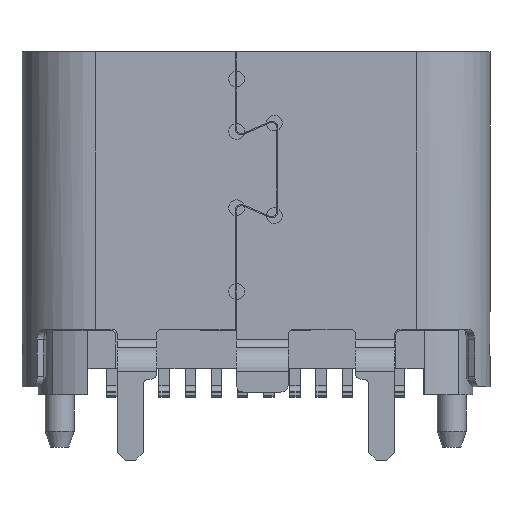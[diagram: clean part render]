
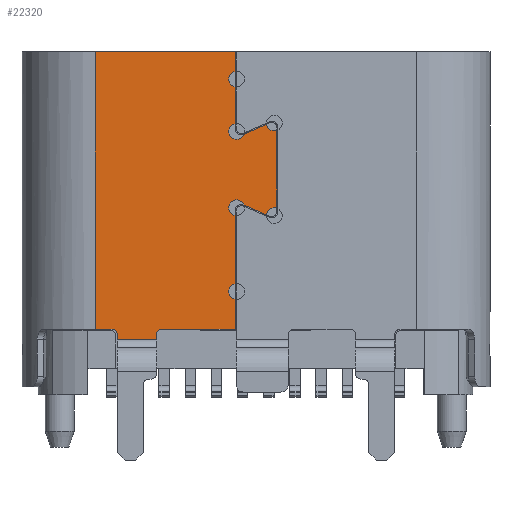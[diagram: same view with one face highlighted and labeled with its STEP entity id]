
A CAD part, front view. The second image highlights one B-rep face of the part: STEP entity #22320.
In plain terms, the highlighted planar face has unit normal (0, -1, 0).
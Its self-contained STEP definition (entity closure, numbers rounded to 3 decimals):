
#3378=DIRECTION('',(0.,0.,1.));
#3379=VECTOR('',#3378,0.706);
#3380=CARTESIAN_POINT('',(-0.4,-1.58,-4.774));
#3381=LINE('',#3380,#3379);
#3382=DIRECTION('',(0.,0.,1.));
#3383=VECTOR('',#3382,0.374);
#3384=CARTESIAN_POINT('',(-0.4,-1.58,-3.774));
#3385=LINE('',#3384,#3383);
#3504=DIRECTION('',(1.,0.,0.));
#3505=VECTOR('',#3504,1.4);
#3506=CARTESIAN_POINT('',(-1.8,-1.58,-8.7));
#3507=LINE('',#3506,#3505);
#3512=CARTESIAN_POINT('',(-0.37,-1.58,-3.921));
#3513=DIRECTION('',(0.,-1.,0.));
#3514=DIRECTION('',(-0.2,0.,0.98));
#3515=AXIS2_PLACEMENT_3D('',#3512,#3513,#3514);
#3517=CARTESIAN_POINT('',(-0.37,-1.58,-3.921));
#3518=DIRECTION('',(0.,-1.,0.));
#3519=DIRECTION('',(-1.,0.,0.));
#3520=AXIS2_PLACEMENT_3D('',#3517,#3518,#3519);
#3522=CARTESIAN_POINT('',(-0.37,-1.58,-4.921));
#3523=DIRECTION('',(0.,-1.,0.));
#3524=DIRECTION('',(-0.2,0.,0.98));
#3525=AXIS2_PLACEMENT_3D('',#3522,#3523,#3524);
#3527=CARTESIAN_POINT('',(-0.37,-1.58,-4.921));
#3528=DIRECTION('',(0.,-1.,0.));
#3529=DIRECTION('',(-1.,0.,0.));
#3530=AXIS2_PLACEMENT_3D('',#3527,#3528,#3529);
#3532=DIRECTION('',(0.917,0.,0.399));
#3533=VECTOR('',#3532,0.47);
#3534=CARTESIAN_POINT('',(-0.229,-1.58,-4.971));
#3535=LINE('',#3534,#3533);
#3536=CARTESIAN_POINT('',(0.35,-1.58,-4.761));
#3537=DIRECTION('',(0.,-1.,0.));
#3538=DIRECTION('',(-0.988,0.,-0.152));
#3539=AXIS2_PLACEMENT_3D('',#3536,#3537,#3538);
#3541=CARTESIAN_POINT('',(0.35,-1.58,-6.528));
#3542=DIRECTION('',(0.,-1.,0.));
#3543=DIRECTION('',(0.333,0.,0.943));
#3544=AXIS2_PLACEMENT_3D('',#3541,#3542,#3543);
#3546=DIRECTION('',(-0.917,0.,0.399));
#3547=VECTOR('',#3546,0.468);
#3548=CARTESIAN_POINT('',(0.2,-1.58,-6.516));
#3549=LINE('',#3548,#3547);
#3550=CARTESIAN_POINT('',(-0.37,-1.58,-6.378));
#3551=DIRECTION('',(0.,-1.,0.));
#3552=DIRECTION('',(0.944,0.,0.329));
#3553=AXIS2_PLACEMENT_3D('',#3550,#3551,#3552);
#3555=CARTESIAN_POINT('',(-0.37,-1.58,-6.378));
#3556=DIRECTION('',(0.,-1.,0.));
#3557=DIRECTION('',(-1.,0.,0.));
#3558=AXIS2_PLACEMENT_3D('',#3555,#3556,#3557);
#3560=DIRECTION('',(0.,0.,-1.));
#3561=VECTOR('',#3560,1.306);
#3562=CARTESIAN_POINT('',(-0.4,-1.58,-6.525));
#3563=LINE('',#3562,#3561);
#3564=CARTESIAN_POINT('',(-0.37,-1.58,-7.978));
#3565=DIRECTION('',(0.,-1.,0.));
#3566=DIRECTION('',(-0.2,0.,0.98));
#3567=AXIS2_PLACEMENT_3D('',#3564,#3565,#3566);
#3569=CARTESIAN_POINT('',(-0.37,-1.58,-7.978));
#3570=DIRECTION('',(0.,-1.,0.));
#3571=DIRECTION('',(-1.,0.,0.));
#3572=AXIS2_PLACEMENT_3D('',#3569,#3570,#3571);
#3574=DIRECTION('',(0.,0.,-1.));
#3575=VECTOR('',#3574,0.575);
#3576=CARTESIAN_POINT('',(-0.4,-1.58,-8.125));
#3577=LINE('',#3576,#3575);
#3578=CARTESIAN_POINT('',(-1.8,-1.58,-8.8));
#3579=DIRECTION('',(0.,-1.,0.));
#3580=DIRECTION('',(0.,0.,1.));
#3581=AXIS2_PLACEMENT_3D('',#3578,#3579,#3580);
#3583=DIRECTION('',(0.,0.,-1.));
#3584=VECTOR('',#3583,0.1);
#3585=CARTESIAN_POINT('',(-1.9,-1.58,-8.8));
#3586=LINE('',#3585,#3584);
#3587=DIRECTION('',(0.,0.,1.));
#3588=VECTOR('',#3587,0.1);
#3589=CARTESIAN_POINT('',(-2.65,-1.58,-8.9));
#3590=LINE('',#3589,#3588);
#3591=CARTESIAN_POINT('',(-2.75,-1.58,-8.8));
#3592=DIRECTION('',(0.,-1.,0.));
#3593=DIRECTION('',(1.,0.,0.));
#3594=AXIS2_PLACEMENT_3D('',#3591,#3592,#3593);
#3596=DIRECTION('',(1.,0.,0.));
#3597=VECTOR('',#3596,2.67);
#3598=CARTESIAN_POINT('',(-3.07,-1.58,-3.4));
#3599=LINE('',#3598,#3597);
#3664=DIRECTION('',(0.,0.,1.));
#3665=VECTOR('',#3664,1.484);
#3666=CARTESIAN_POINT('',(0.4,-1.58,-6.386));
#3667=LINE('',#3666,#3665);
#3779=DIRECTION('',(1.,0.,0.));
#3780=VECTOR('',#3779,0.75);
#3781=CARTESIAN_POINT('',(-2.65,-1.58,-8.9));
#3782=LINE('',#3781,#3780);
#3981=DIRECTION('',(1.,0.,0.));
#3982=VECTOR('',#3981,0.32);
#3983=CARTESIAN_POINT('',(-3.07,-1.58,-8.7));
#3984=LINE('',#3983,#3982);
#4346=DIRECTION('',(0.,0.,-1.));
#4347=VECTOR('',#4346,5.3);
#4348=CARTESIAN_POINT('',(-3.07,-1.58,-3.4));
#4349=LINE('',#4348,#4347);
#14392=CARTESIAN_POINT('',(-1.9,-1.58,-8.8));
#14393=VERTEX_POINT('',#14392);
#14410=CARTESIAN_POINT('',(-1.9,-1.58,-8.9));
#14411=VERTEX_POINT('',#14410);
#14412=CARTESIAN_POINT('',(-1.8,-1.58,-8.7));
#14413=VERTEX_POINT('',#14412);
#14414=CARTESIAN_POINT('',(-0.4,-1.58,-8.7));
#14415=VERTEX_POINT('',#14414);
#14416=CARTESIAN_POINT('',(-0.4,-1.58,-3.774));
#14417=CARTESIAN_POINT('',(-0.4,-1.58,-3.4));
#14418=VERTEX_POINT('',#14416);
#14419=VERTEX_POINT('',#14417);
#14420=CARTESIAN_POINT('',(-0.52,-1.58,-3.921));
#14421=CARTESIAN_POINT('',(-0.4,-1.58,-4.068));
#14422=VERTEX_POINT('',#14420);
#14423=VERTEX_POINT('',#14421);
#14424=CARTESIAN_POINT('',(-0.4,-1.58,-4.774));
#14425=VERTEX_POINT('',#14424);
#14426=CARTESIAN_POINT('',(-0.52,-1.58,-4.921));
#14427=CARTESIAN_POINT('',(-0.229,-1.58,-4.971));
#14428=VERTEX_POINT('',#14426);
#14429=VERTEX_POINT('',#14427);
#14430=CARTESIAN_POINT('',(0.202,-1.58,-4.784));
#14431=VERTEX_POINT('',#14430);
#14432=CARTESIAN_POINT('',(0.4,-1.58,-4.902));
#14433=VERTEX_POINT('',#14432);
#14434=CARTESIAN_POINT('',(0.4,-1.58,-6.386));
#14435=VERTEX_POINT('',#14434);
#14436=CARTESIAN_POINT('',(0.2,-1.58,-6.516));
#14437=VERTEX_POINT('',#14436);
#14438=CARTESIAN_POINT('',(-0.228,-1.58,-6.329));
#14439=VERTEX_POINT('',#14438);
#14440=CARTESIAN_POINT('',(-0.52,-1.58,-6.378));
#14441=CARTESIAN_POINT('',(-0.4,-1.58,-6.525));
#14442=VERTEX_POINT('',#14440);
#14443=VERTEX_POINT('',#14441);
#14444=CARTESIAN_POINT('',(-0.4,-1.58,-7.831));
#14445=VERTEX_POINT('',#14444);
#14446=CARTESIAN_POINT('',(-0.52,-1.58,-7.978));
#14447=CARTESIAN_POINT('',(-0.4,-1.58,-8.125));
#14448=VERTEX_POINT('',#14446);
#14449=VERTEX_POINT('',#14447);
#14450=CARTESIAN_POINT('',(-2.65,-1.58,-8.9));
#14451=VERTEX_POINT('',#14450);
#14452=CARTESIAN_POINT('',(-2.65,-1.58,-8.8));
#14453=VERTEX_POINT('',#14452);
#14454=CARTESIAN_POINT('',(-2.75,-1.58,-8.7));
#14455=VERTEX_POINT('',#14454);
#14456=CARTESIAN_POINT('',(-3.07,-1.58,-8.7));
#14457=VERTEX_POINT('',#14456);
#14458=CARTESIAN_POINT('',(-3.07,-1.58,-3.4));
#14459=VERTEX_POINT('',#14458);
#22267=CARTESIAN_POINT('',(-3.07,-1.58,-10.));
#22268=DIRECTION('',(0.,-1.,0.));
#22269=DIRECTION('',(0.,0.,-1.));
#22270=AXIS2_PLACEMENT_3D('',#22267,#22268,#22269);
#22271=PLANE('',#22270);
#22272=ORIENTED_EDGE('',*,*,#22117,.F.);
#22274=ORIENTED_EDGE('',*,*,#22273,.T.);
#22276=ORIENTED_EDGE('',*,*,#22275,.T.);
#22277=ORIENTED_EDGE('',*,*,#22109,.F.);
#22279=ORIENTED_EDGE('',*,*,#22278,.T.);
#22281=ORIENTED_EDGE('',*,*,#22280,.T.);
#22283=ORIENTED_EDGE('',*,*,#22282,.T.);
#22285=ORIENTED_EDGE('',*,*,#22284,.T.);
#22287=ORIENTED_EDGE('',*,*,#22286,.F.);
#22289=ORIENTED_EDGE('',*,*,#22288,.T.);
#22291=ORIENTED_EDGE('',*,*,#22290,.T.);
#22293=ORIENTED_EDGE('',*,*,#22292,.T.);
#22295=ORIENTED_EDGE('',*,*,#22294,.T.);
#22297=ORIENTED_EDGE('',*,*,#22296,.T.);
#22299=ORIENTED_EDGE('',*,*,#22298,.T.);
#22301=ORIENTED_EDGE('',*,*,#22300,.T.);
#22303=ORIENTED_EDGE('',*,*,#22302,.T.);
#22304=ORIENTED_EDGE('',*,*,#22259,.F.);
#22305=ORIENTED_EDGE('',*,*,#22248,.T.);
#22306=ORIENTED_EDGE('',*,*,#22234,.T.);
#22308=ORIENTED_EDGE('',*,*,#22307,.F.);
#22310=ORIENTED_EDGE('',*,*,#22309,.T.);
#22312=ORIENTED_EDGE('',*,*,#22311,.T.);
#22314=ORIENTED_EDGE('',*,*,#22313,.F.);
#22316=ORIENTED_EDGE('',*,*,#22315,.F.);
#22317=ORIENTED_EDGE('',*,*,#22053,.T.);
#22318=EDGE_LOOP('',(#22272,#22274,#22276,#22277,#22279,#22281,#22283,#22285,
#22287,#22289,#22291,#22293,#22295,#22297,#22299,#22301,#22303,#22304,#22305,
#22306,#22308,#22310,#22312,#22314,#22316,#22317));
#22319=FACE_OUTER_BOUND('',#22318,.F.);
#3516=CIRCLE('',#3515,0.15);
#3521=CIRCLE('',#3520,0.15);
#3526=CIRCLE('',#3525,0.15);
#3531=CIRCLE('',#3530,0.15);
#3540=CIRCLE('',#3539,0.15);
#3545=CIRCLE('',#3544,0.15);
#3554=CIRCLE('',#3553,0.15);
#3559=CIRCLE('',#3558,0.15);
#3568=CIRCLE('',#3567,0.15);
#3573=CIRCLE('',#3572,0.15);
#3582=CIRCLE('',#3581,0.1);
#3595=CIRCLE('',#3594,0.1);
#22053=EDGE_CURVE('',#14459,#14419,#3599,.T.);
#22109=EDGE_CURVE('',#14425,#14423,#3381,.T.);
#22117=EDGE_CURVE('',#14418,#14419,#3385,.T.);
#22234=EDGE_CURVE('',#14393,#14411,#3586,.T.);
#22248=EDGE_CURVE('',#14413,#14393,#3582,.T.);
#22259=EDGE_CURVE('',#14413,#14415,#3507,.T.);
#22273=EDGE_CURVE('',#14418,#14422,#3516,.T.);
#22275=EDGE_CURVE('',#14422,#14423,#3521,.T.);
#22278=EDGE_CURVE('',#14425,#14428,#3526,.T.);
#22280=EDGE_CURVE('',#14428,#14429,#3531,.T.);
#22282=EDGE_CURVE('',#14429,#14431,#3535,.T.);
#22284=EDGE_CURVE('',#14431,#14433,#3540,.T.);
#22286=EDGE_CURVE('',#14435,#14433,#3667,.T.);
#22288=EDGE_CURVE('',#14435,#14437,#3545,.T.);
#22290=EDGE_CURVE('',#14437,#14439,#3549,.T.);
#22292=EDGE_CURVE('',#14439,#14442,#3554,.T.);
#22294=EDGE_CURVE('',#14442,#14443,#3559,.T.);
#22296=EDGE_CURVE('',#14443,#14445,#3563,.T.);
#22298=EDGE_CURVE('',#14445,#14448,#3568,.T.);
#22300=EDGE_CURVE('',#14448,#14449,#3573,.T.);
#22302=EDGE_CURVE('',#14449,#14415,#3577,.T.);
#22307=EDGE_CURVE('',#14451,#14411,#3782,.T.);
#22309=EDGE_CURVE('',#14451,#14453,#3590,.T.);
#22311=EDGE_CURVE('',#14453,#14455,#3595,.T.);
#22313=EDGE_CURVE('',#14457,#14455,#3984,.T.);
#22315=EDGE_CURVE('',#14459,#14457,#4349,.T.);
#22320=ADVANCED_FACE('',(#22319),#22271,.T.);
